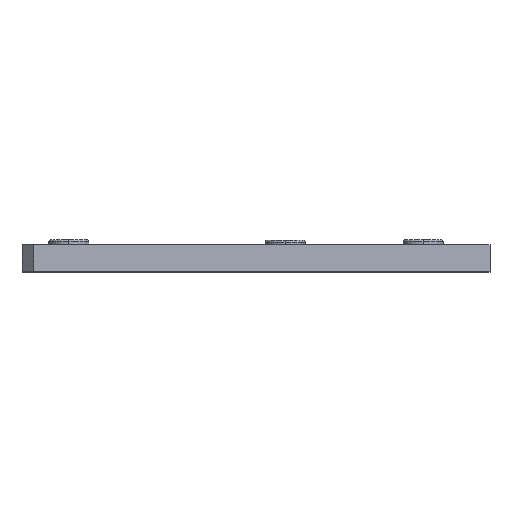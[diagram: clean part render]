
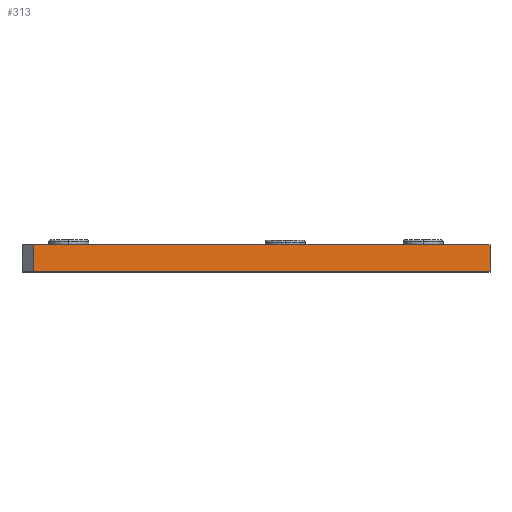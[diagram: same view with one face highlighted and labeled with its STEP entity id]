
A CAD part, top view. The second image highlights one B-rep face of the part: STEP entity #313.
In plain terms, the highlighted planar face has unit normal (0.128, 0, 0.992).
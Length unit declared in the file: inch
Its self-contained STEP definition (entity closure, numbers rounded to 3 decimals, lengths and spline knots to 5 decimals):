
#12 = VERTEX_POINT ( 'NONE', #3265 ) ;
#113 = CARTESIAN_POINT ( 'NONE',  ( 0.22152, 0.5, 4.22152 ) ) ;
#183 = ORIENTED_EDGE ( 'NONE', *, *, #873, .T. ) ;
#313 = ADVANCED_FACE ( 'NONE', ( #2451 ), #4270, .F. ) ;
#322 = DIRECTION ( 'NONE',  ( 0.992, 0., -0.128 ) ) ;
#425 = VECTOR ( 'NONE', #2573, 39.37008 ) ;
#518 = DIRECTION ( 'NONE',  ( 0., -1., 0. ) ) ;
#753 = ORIENTED_EDGE ( 'NONE', *, *, #4340, .F. ) ;
#754 = VERTEX_POINT ( 'NONE', #4226 ) ;
#873 = EDGE_CURVE ( 'NONE', #4264, #1811, #3302, .T. ) ;
#876 = LINE ( 'NONE', #2942, #3424 ) ;
#1185 = CARTESIAN_POINT ( 'NONE',  ( 0.22152, 0., 4.22152 ) ) ;
#1219 = EDGE_CURVE ( 'NONE', #1811, #754, #876, .T. ) ;
#1457 = LINE ( 'NONE', #3566, #3385 ) ;
#1499 = CARTESIAN_POINT ( 'NONE',  ( 0.22152, 0.5, 4.22152 ) ) ;
#1811 = VERTEX_POINT ( 'NONE', #1185 ) ;
#1982 = VECTOR ( 'NONE', #518, 39.37008 ) ;
#2277 = EDGE_CURVE ( 'NONE', #4264, #12, #1457, .T. ) ;
#2288 = CARTESIAN_POINT ( 'NONE',  ( 8.75, 0.5, 3.125 ) ) ;
#2437 = DIRECTION ( 'NONE',  ( -0.992, 0., 0.128 ) ) ;
#2451 = FACE_OUTER_BOUND ( 'NONE', #2484, .T. ) ;
#2484 = EDGE_LOOP ( 'NONE', ( #4367, #183, #3782, #753 ) ) ;
#2573 = DIRECTION ( 'NONE',  ( 0., -1., 0. ) ) ;
#2843 = LINE ( 'NONE', #2288, #1982 ) ;
#2942 = CARTESIAN_POINT ( 'NONE',  ( 0., 0., 4.25 ) ) ;
#3023 = DIRECTION ( 'NONE',  ( 0.992, 0., -0.128 ) ) ;
#3134 = AXIS2_PLACEMENT_3D ( 'NONE', #3894, #4645, #2437 ) ;
#3265 = CARTESIAN_POINT ( 'NONE',  ( 8.75, 0.5, 3.125 ) ) ;
#3302 = LINE ( 'NONE', #1499, #425 ) ;
#3385 = VECTOR ( 'NONE', #322, 39.37008 ) ;
#3424 = VECTOR ( 'NONE', #3023, 39.37008 ) ;
#3566 = CARTESIAN_POINT ( 'NONE',  ( 0., 0.5, 4.25 ) ) ;
#3782 = ORIENTED_EDGE ( 'NONE', *, *, #1219, .T. ) ;
#3894 = CARTESIAN_POINT ( 'NONE',  ( 0., 0.5, 4.25 ) ) ;
#4226 = CARTESIAN_POINT ( 'NONE',  ( 8.75, 0., 3.125 ) ) ;
#4264 = VERTEX_POINT ( 'NONE', #113 ) ;
#4270 = PLANE ( 'NONE',  #3134 ) ;
#4340 = EDGE_CURVE ( 'NONE', #12, #754, #2843, .T. ) ;
#4367 = ORIENTED_EDGE ( 'NONE', *, *, #2277, .F. ) ;
#4645 = DIRECTION ( 'NONE',  ( -0.128, 0., -0.992 ) ) ;
